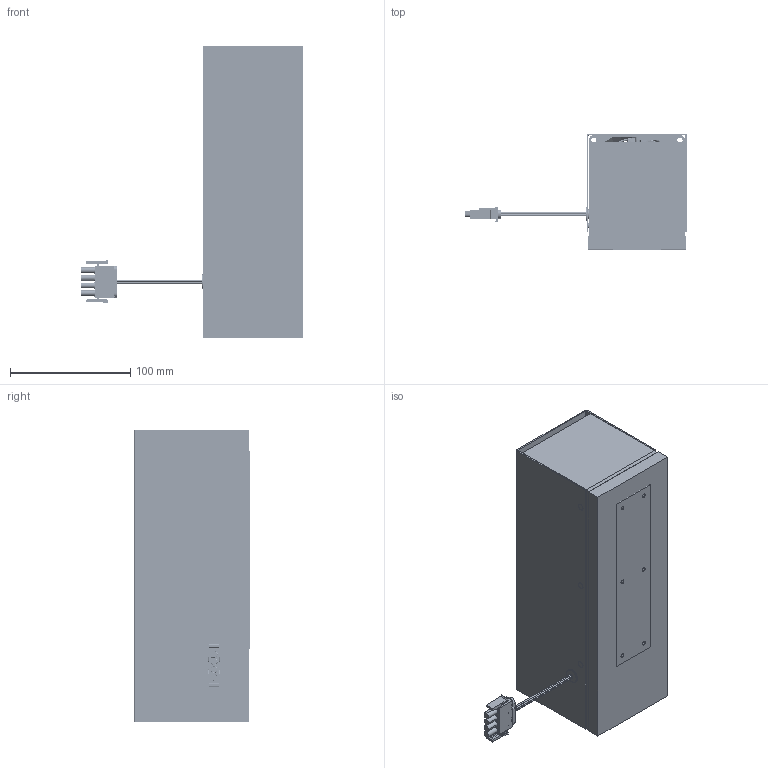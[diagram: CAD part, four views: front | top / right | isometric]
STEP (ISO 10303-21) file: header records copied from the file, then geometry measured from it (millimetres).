
FILE_DESCRIPTION (( 'STEP AP214' ), '1' );
FILE_NAME ('錨璃2.STEP', '2018-11-24T08:46:38', ( '' ), ( '' ), 'SwSTEP 2.0', 'SolidWorks 2016', '' );
FILE_SCHEMA (( 'AUTOMOTIVE_DESIGN' ));
Length unit declared in the file: millimetre
Products named in the file (1): 錨璃2
Bounding box: 183.72 x 96.5 x 243 mm (x, y, z)
Surface area: 364036.9 mm2 (no closed solid volume)
Topology: 0 solids, 49 shells, 3159 faces, 8751 edges, 5724 vertices
Faces by surface type: plane 1652, cylinder 922, bspline 505, cone 76, torus 4
Entity records: 163434 total; most frequent: CARTESIAN_POINT 88546, ORIENTED_EDGE 17443, DIRECTION 12364, EDGE_CURVE 8726, VERTEX_POINT 5723, LINE 4678, VECTOR 4678, AXIS2_PLACEMENT_3D 3843
